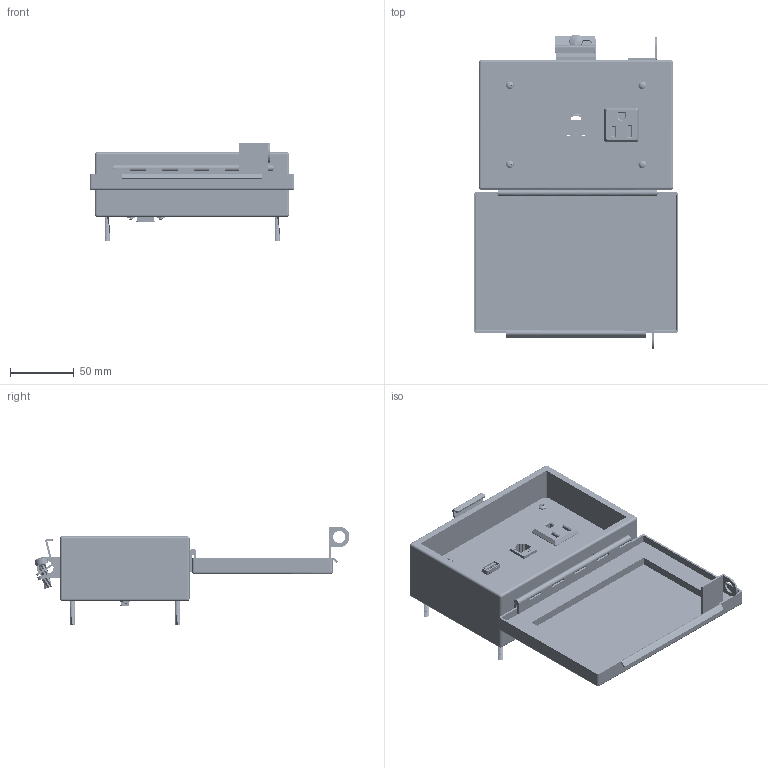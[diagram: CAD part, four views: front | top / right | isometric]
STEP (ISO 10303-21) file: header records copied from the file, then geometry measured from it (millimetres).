
FILE_DESCRIPTION (( 'STEP AP203' ), '1' );
FILE_NAME ('P-P22R2-M5R0_3D.STEP', '2020-06-25T17:20:10', ( '' ), ( '' ), 'SwSTEP 2.0', 'SolidWorks 2019', '' );
FILE_SCHEMA (( 'CONFIG_CONTROL_DESIGN' ));
Length unit declared in the file: millimetre
Products named in the file (18): Z-300-RJ45CAT5; P-P22R2-M5R0_TP060_1; P22; P-P22R2-M5R0_3D; P-P22R2-M5R0_TP180_1; Z-000-4243316TFP; Z-000-44011_4FH_90273A117; 92005A124_METRIC PAN HEAD PHILLIPS MACHINE SCREW_92005A124; Z-002-4401_4HN_90675A005; -M5; P-P22R2-M5R0_BP180_1; Z-H-M5_B; Z-200-OTLT-R0SQ; Z-001-SPR_3_4; Z-300-USB-A-FF; R2; R; P-P22R2-M5R0_FP060_1
Assembly tree (25 placements, depth 3):
  P-P22R2-M5R0_3D
    P-P22R2-M5R0_BP180_1
    P-P22R2-M5R0_TP060_1
    Z-000-4243316TFP  x3
    P22
      Z-300-USB-A-FF
    P-P22R2-M5R0_TP180_1
    Z-000-44011_4FH_90273A117  x2
    Z-001-SPR_3_4  x2
    Z-002-4401_4HN_90675A005  x2
    P-P22R2-M5R0_FP060_1
    R2
      Z-300-RJ45CAT5
    R
      Z-200-OTLT-R0SQ
    -M5
      Z-H-M5_B
    92005A124_METRIC PAN HEAD PHILLIPS MACHINE SCREW_92005A124  x4
Bounding box: 160.82 x 247.16 x 77.34 mm (x, y, z)
Volume: 227713.3 mm3; surface area: 211741 mm2
Topology: 25 solids, 25 shells, 2851 faces, 8102 edges, 5345 vertices
Faces by surface type: cylinder 1277, plane 1055, bspline 306, cone 146, sphere 47, torus 20
Entity records: 120472 total; most frequent: CARTESIAN_POINT 73964, ORIENTED_EDGE 10494, DIRECTION 7465, EDGE_CURVE 5247, VERTEX_POINT 3470, LINE 3125, VECTOR 3125, AXIS2_PLACEMENT_3D 2170
